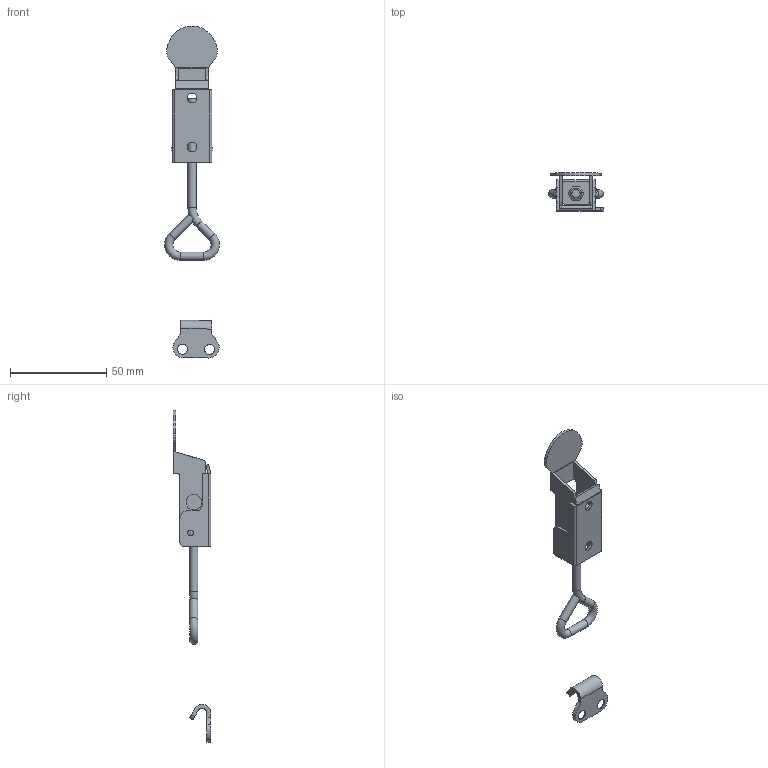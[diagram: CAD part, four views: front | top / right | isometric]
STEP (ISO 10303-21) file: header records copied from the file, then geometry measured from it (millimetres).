
FILE_DESCRIPTION(/* description */ (''),/* implementation_level */ '2;1');
FILE_NAME(/* name */ 'C-M66.stp',/* time_stamp */ '2023-04-04T11:30:02+09:00',/* author */ ('user'),/* organization */ (''),/* preprocessor_version */ 'ST-DEVELOPER v15.6',/* originating_system */ 'Autodesk Inventor 2015',/* authorisation */ '');
FILE_SCHEMA (('AUTOMOTIVE_DESIGN { 1 0 10303 214 3 1 1 }'));
Length unit declared in the file: millimetre
Products named in the file (8): DR_C-M66_1; DR_C-M66_2; DR_C-M66_BR; DR_C-M66_C; DR_C-M66_HR; DR_C-M66_HR2; ISO 4032 - M4ISO; C-M66
Bounding box: 28.48 x 19.5 x 172.79 mm (x, y, z)
Volume: 9169.9 mm3; surface area: 12450.7 mm2
Topology: 9 solids, 9 shells, 158 faces, 404 edges, 264 vertices
Faces by surface type: plane 82, cylinder 58, cone 10, bspline 5, torus 3
Full cylindrical faces by diameter (mm): 3 x2, 3.242 x2, 3.4 x2, 4.3 x4, 5 x5, 5.2 x2, 6.4 x2, 8 x3
Entity records: 4642 total; most frequent: CARTESIAN_POINT 965, DIRECTION 755, ORIENTED_EDGE 674, EDGE_CURVE 336, AXIS2_PLACEMENT_3D 285, VERTEX_POINT 239, EDGE_LOOP 204, LINE 185
